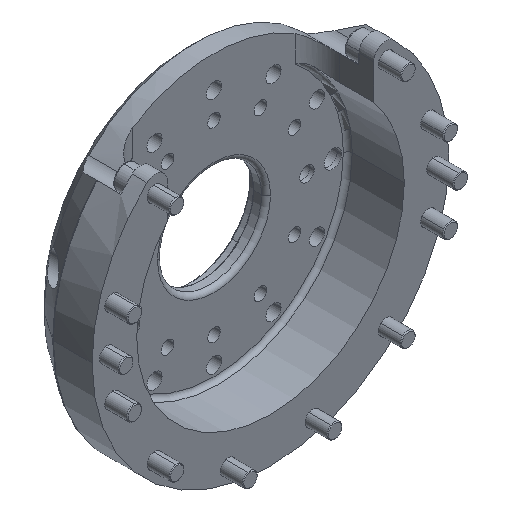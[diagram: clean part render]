
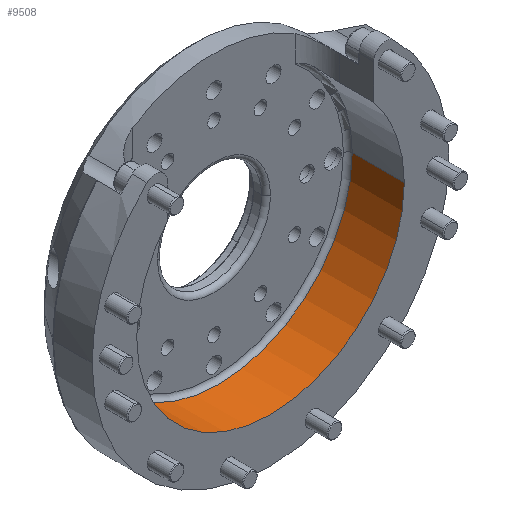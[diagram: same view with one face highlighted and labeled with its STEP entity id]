
A CAD part, isometric view. The second image highlights one B-rep face of the part: STEP entity #9508.
In plain terms, the highlighted cylindrical face has radius 90 mm (diameter 180 mm), a partial arc.
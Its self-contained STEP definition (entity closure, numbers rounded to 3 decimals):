
#51 = CARTESIAN_POINT ( 'NONE',  ( -90., 35., 0. ) ) ;
#548 = VERTEX_POINT ( 'NONE', #51 ) ;
#860 = DIRECTION ( 'NONE',  ( -1., 0., 0. ) ) ;
#873 = DIRECTION ( 'NONE',  ( 0., -1., 0. ) ) ;
#894 = CARTESIAN_POINT ( 'NONE',  ( 0., 0., 0. ) ) ;
#1434 = EDGE_CURVE ( 'NONE', #548, #1906, #1601, .T. ) ;
#1601 = LINE ( 'NONE', #4994, #3807 ) ;
#1763 = CARTESIAN_POINT ( 'NONE',  ( 0., 0., 0. ) ) ;
#1906 = VERTEX_POINT ( 'NONE', #3368 ) ;
#2169 = CARTESIAN_POINT ( 'NONE',  ( 90., 35., 0. ) ) ;
#2299 = EDGE_CURVE ( 'NONE', #11506, #7795, #2754, .T. ) ;
#2333 = DIRECTION ( 'NONE',  ( -1., 0., 0. ) ) ;
#2360 = DIRECTION ( 'NONE',  ( 0., -1., 0. ) ) ;
#2428 = CARTESIAN_POINT ( 'NONE',  ( 0., 35., 0. ) ) ;
#2754 = LINE ( 'NONE', #11424, #3047 ) ;
#2792 = CIRCLE ( 'NONE', #4739, 90. ) ;
#3047 = VECTOR ( 'NONE', #3440, 1000. ) ;
#3054 = ORIENTED_EDGE ( 'NONE', *, *, #6997, .F. ) ;
#3368 = CARTESIAN_POINT ( 'NONE',  ( -90., 0., 0. ) ) ;
#3440 = DIRECTION ( 'NONE',  ( 0., -1., 0. ) ) ;
#3807 = VECTOR ( 'NONE', #4321, 1000. ) ;
#4321 = DIRECTION ( 'NONE',  ( 0., -1., 0. ) ) ;
#4739 = AXIS2_PLACEMENT_3D ( 'NONE', #2428, #2360, #2333 ) ;
#4994 = CARTESIAN_POINT ( 'NONE',  ( -90., 0., 0. ) ) ;
#5346 = EDGE_LOOP ( 'NONE', ( #9271, #3054, #7446, #10911 ) ) ;
#5466 = DIRECTION ( 'NONE',  ( -1., 0., 0. ) ) ;
#6027 = FACE_OUTER_BOUND ( 'NONE', #5346, .T. ) ;
#6416 = AXIS2_PLACEMENT_3D ( 'NONE', #894, #873, #860 ) ;
#6583 = CIRCLE ( 'NONE', #6416, 90. ) ;
#6584 = EDGE_CURVE ( 'NONE', #1906, #7795, #6583, .T. ) ;
#6997 = EDGE_CURVE ( 'NONE', #548, #11506, #2792, .T. ) ;
#7446 = ORIENTED_EDGE ( 'NONE', *, *, #1434, .T. ) ;
#7795 = VERTEX_POINT ( 'NONE', #11042 ) ;
#8010 = AXIS2_PLACEMENT_3D ( 'NONE', #1763, #8278, #5466 ) ;
#8278 = DIRECTION ( 'NONE',  ( 0., -1., 0. ) ) ;
#9271 = ORIENTED_EDGE ( 'NONE', *, *, #2299, .F. ) ;
#9508 = ADVANCED_FACE ( 'NONE', ( #6027 ), #10075, .F. ) ;
#10075 = CYLINDRICAL_SURFACE ( 'NONE', #8010, 90. ) ;
#10911 = ORIENTED_EDGE ( 'NONE', *, *, #6584, .T. ) ;
#11042 = CARTESIAN_POINT ( 'NONE',  ( 90., 0., 0. ) ) ;
#11424 = CARTESIAN_POINT ( 'NONE',  ( 90., 0., 0. ) ) ;
#11506 = VERTEX_POINT ( 'NONE', #2169 ) ;
